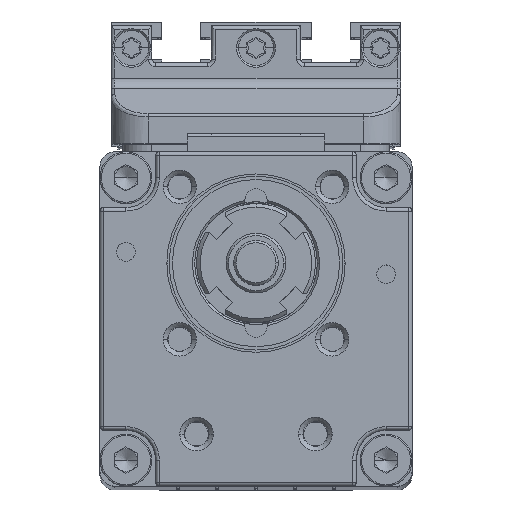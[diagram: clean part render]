
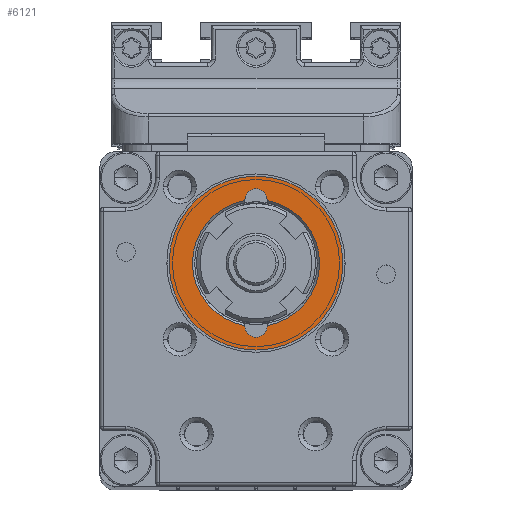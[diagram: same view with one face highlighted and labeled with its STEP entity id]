
A CAD part, top view. The second image highlights one B-rep face of the part: STEP entity #6121.
In plain terms, the highlighted planar face has unit normal (0, 0, 1).
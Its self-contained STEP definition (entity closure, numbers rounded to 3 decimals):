
#359 = AXIS2_PLACEMENT_3D ( 'NONE', #9153, #5521, #18203 ) ;
#454 = ORIENTED_EDGE ( 'NONE', *, *, #16865, .F. ) ;
#520 = VERTEX_POINT ( 'NONE', #44879 ) ;
#572 = EDGE_LOOP ( 'NONE', ( #34556, #22296 ) ) ;
#1301 = VERTEX_POINT ( 'NONE', #39046 ) ;
#1652 = ORIENTED_EDGE ( 'NONE', *, *, #11844, .F. ) ;
#2291 = CARTESIAN_POINT ( 'NONE',  ( -1.5, 8.417, 3.5 ) ) ;
#2515 = DIRECTION ( 'NONE',  ( 0., 0., -1. ) ) ;
#3202 = DIRECTION ( 'NONE',  ( 0., -1., 0. ) ) ;
#3834 = VECTOR ( 'NONE', #3202, 1000. ) ;
#3922 = CIRCLE ( 'NONE', #45434, 1.5 ) ;
#4241 = CARTESIAN_POINT ( 'NONE',  ( 0., 0., 3.5 ) ) ;
#4411 = AXIS2_PLACEMENT_3D ( 'NONE', #4241, #12040, #51113 ) ;
#5521 = DIRECTION ( 'NONE',  ( 0., 0., 1. ) ) ;
#6121 = ADVANCED_FACE ( 'NONE', ( #28430, #31808 ), #20872, .T. ) ;
#6990 = EDGE_CURVE ( 'NONE', #1301, #20523, #28477, .T. ) ;
#7417 = EDGE_CURVE ( 'NONE', #49766, #31755, #30371, .T. ) ;
#7422 = CARTESIAN_POINT ( 'NONE',  ( -1.5, -8.5, 3.5 ) ) ;
#7838 = DIRECTION ( 'NONE',  ( 0., 1., 0. ) ) ;
#8446 = VERTEX_POINT ( 'NONE', #39875 ) ;
#8704 = ORIENTED_EDGE ( 'NONE', *, *, #43650, .F. ) ;
#8947 = DIRECTION ( 'NONE',  ( 0., -1., 0. ) ) ;
#9153 = CARTESIAN_POINT ( 'NONE',  ( 0., 0., 3.5 ) ) ;
#9287 = CARTESIAN_POINT ( 'NONE',  ( 1.5, -8.5, 3.5 ) ) ;
#10096 = AXIS2_PLACEMENT_3D ( 'NONE', #20619, #44335, #32569 ) ;
#10160 = VECTOR ( 'NONE', #7838, 1000. ) ;
#10580 = CARTESIAN_POINT ( 'NONE',  ( 0., 0., 3.5 ) ) ;
#11179 = CARTESIAN_POINT ( 'NONE',  ( 1.5, 8.5, 3.5 ) ) ;
#11844 = EDGE_CURVE ( 'NONE', #1301, #50531, #15902, .T. ) ;
#12040 = DIRECTION ( 'NONE',  ( 0., 0., 1. ) ) ;
#12629 = DIRECTION ( 'NONE',  ( 0., 0., -1. ) ) ;
#12858 = CARTESIAN_POINT ( 'NONE',  ( -1.5, -8.5, 3.5 ) ) ;
#14269 = AXIS2_PLACEMENT_3D ( 'NONE', #51277, #15082, #18710 ) ;
#14697 = DIRECTION ( 'NONE',  ( 0., 0., 1. ) ) ;
#14849 = CARTESIAN_POINT ( 'NONE',  ( -1.5, -8.417, 3.5 ) ) ;
#15082 = DIRECTION ( 'NONE',  ( 0., 0., 1. ) ) ;
#15654 = CARTESIAN_POINT ( 'NONE',  ( 1.5, -8.5, 3.5 ) ) ;
#15902 = LINE ( 'NONE', #15654, #10160 ) ;
#16865 = EDGE_CURVE ( 'NONE', #18829, #28140, #46386, .T. ) ;
#17685 = CARTESIAN_POINT ( 'NONE',  ( 1.5, -8.417, 3.5 ) ) ;
#18203 = DIRECTION ( 'NONE',  ( 1., 0., 0. ) ) ;
#18710 = DIRECTION ( 'NONE',  ( 1., 0., 0. ) ) ;
#18829 = VERTEX_POINT ( 'NONE', #45629 ) ;
#20523 = VERTEX_POINT ( 'NONE', #32022 ) ;
#20619 = CARTESIAN_POINT ( 'NONE',  ( 0., 0., 3.5 ) ) ;
#20872 = PLANE ( 'NONE',  #10096 ) ;
#22296 = ORIENTED_EDGE ( 'NONE', *, *, #45413, .T. ) ;
#22821 = EDGE_CURVE ( 'NONE', #520, #49111, #36701, .T. ) ;
#23473 = AXIS2_PLACEMENT_3D ( 'NONE', #44640, #12629, #28736 ) ;
#24103 = ORIENTED_EDGE ( 'NONE', *, *, #26015, .F. ) ;
#24894 = ORIENTED_EDGE ( 'NONE', *, *, #34328, .F. ) ;
#25130 = EDGE_CURVE ( 'NONE', #20523, #40547, #48370, .T. ) ;
#25853 = DIRECTION ( 'NONE',  ( 1., 0., 0. ) ) ;
#25982 = AXIS2_PLACEMENT_3D ( 'NONE', #10580, #2515, #46223 ) ;
#26015 = EDGE_CURVE ( 'NONE', #8446, #40547, #33182, .T. ) ;
#26182 = EDGE_CURVE ( 'NONE', #49766, #28140, #35095, .T. ) ;
#28140 = VERTEX_POINT ( 'NONE', #2291 ) ;
#28430 = FACE_BOUND ( 'NONE', #36931, .T. ) ;
#28477 = CIRCLE ( 'NONE', #23473, 8.55 ) ;
#28736 = DIRECTION ( 'NONE',  ( 1., 0., 0. ) ) ;
#30063 = VECTOR ( 'NONE', #8947, 1000. ) ;
#30371 = LINE ( 'NONE', #12858, #30063 ) ;
#31755 = VERTEX_POINT ( 'NONE', #7422 ) ;
#31808 = FACE_OUTER_BOUND ( 'NONE', #572, .T. ) ;
#32022 = CARTESIAN_POINT ( 'NONE',  ( 8.55, 0., 3.5 ) ) ;
#32569 = DIRECTION ( 'NONE',  ( 1., 0., 0. ) ) ;
#32970 = ORIENTED_EDGE ( 'NONE', *, *, #25130, .T. ) ;
#33182 = LINE ( 'NONE', #9287, #46792 ) ;
#34328 = EDGE_CURVE ( 'NONE', #31755, #8446, #3922, .T. ) ;
#34556 = ORIENTED_EDGE ( 'NONE', *, *, #22821, .T. ) ;
#35092 = ORIENTED_EDGE ( 'NONE', *, *, #7417, .F. ) ;
#35095 = CIRCLE ( 'NONE', #25982, 8.55 ) ;
#36701 = CIRCLE ( 'NONE', #4411, 11.7 ) ;
#36931 = EDGE_LOOP ( 'NONE', ( #35092, #41546, #454, #8704, #1652, #46953, #32970, #24103, #24894 ) ) ;
#37784 = DIRECTION ( 'NONE',  ( 0., 0., -1. ) ) ;
#39046 = CARTESIAN_POINT ( 'NONE',  ( 1.5, 8.417, 3.5 ) ) ;
#39875 = CARTESIAN_POINT ( 'NONE',  ( 1.5, -8.5, 3.5 ) ) ;
#40547 = VERTEX_POINT ( 'NONE', #17685 ) ;
#41479 = CARTESIAN_POINT ( 'NONE',  ( 0., 0., 3.5 ) ) ;
#41546 = ORIENTED_EDGE ( 'NONE', *, *, #26182, .T. ) ;
#41804 = DIRECTION ( 'NONE',  ( 0., 1., 0. ) ) ;
#42500 = AXIS2_PLACEMENT_3D ( 'NONE', #41479, #37784, #50072 ) ;
#42753 = CARTESIAN_POINT ( 'NONE',  ( -1.5, -8.5, 3.5 ) ) ;
#43650 = EDGE_CURVE ( 'NONE', #50531, #18829, #47530, .T. ) ;
#44335 = DIRECTION ( 'NONE',  ( 0., 0., 1. ) ) ;
#44640 = CARTESIAN_POINT ( 'NONE',  ( 0., 0., 3.5 ) ) ;
#44879 = CARTESIAN_POINT ( 'NONE',  ( -11.7, 0., 3.5 ) ) ;
#45413 = EDGE_CURVE ( 'NONE', #49111, #520, #51059, .T. ) ;
#45434 = AXIS2_PLACEMENT_3D ( 'NONE', #46437, #14697, #25853 ) ;
#45629 = CARTESIAN_POINT ( 'NONE',  ( -1.5, 8.5, 3.5 ) ) ;
#46223 = DIRECTION ( 'NONE',  ( 1., 0., 0. ) ) ;
#46386 = LINE ( 'NONE', #42753, #3834 ) ;
#46437 = CARTESIAN_POINT ( 'NONE',  ( 0., -8.5, 3.5 ) ) ;
#46792 = VECTOR ( 'NONE', #41804, 1000. ) ;
#46953 = ORIENTED_EDGE ( 'NONE', *, *, #6990, .T. ) ;
#47530 = CIRCLE ( 'NONE', #14269, 1.5 ) ;
#47774 = CARTESIAN_POINT ( 'NONE',  ( 11.7, 0., 3.5 ) ) ;
#48370 = CIRCLE ( 'NONE', #42500, 8.55 ) ;
#49111 = VERTEX_POINT ( 'NONE', #47774 ) ;
#49766 = VERTEX_POINT ( 'NONE', #14849 ) ;
#50072 = DIRECTION ( 'NONE',  ( 1., 0., 0. ) ) ;
#50531 = VERTEX_POINT ( 'NONE', #11179 ) ;
#51059 = CIRCLE ( 'NONE', #359, 11.7 ) ;
#51113 = DIRECTION ( 'NONE',  ( 1., 0., 0. ) ) ;
#51277 = CARTESIAN_POINT ( 'NONE',  ( 0., 8.5, 3.5 ) ) ;
